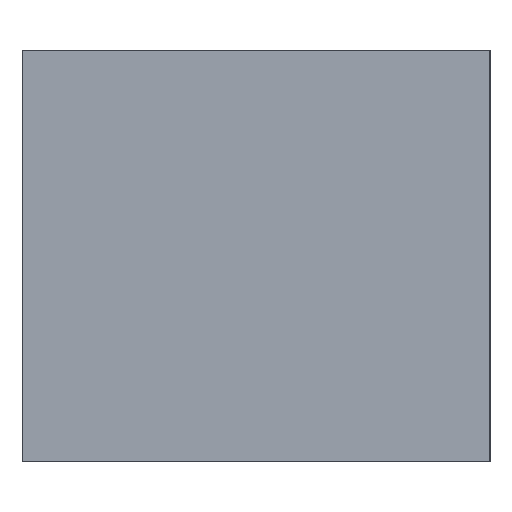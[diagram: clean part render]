
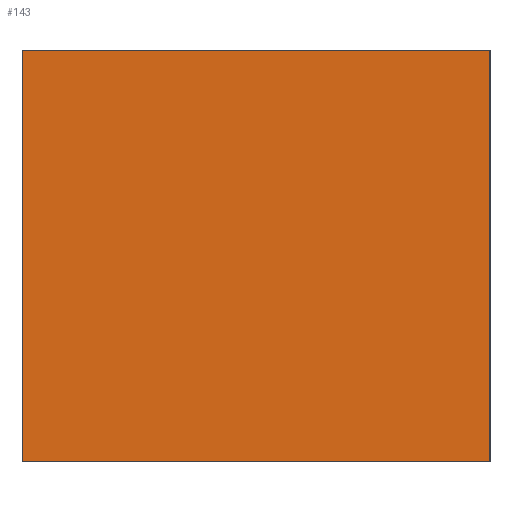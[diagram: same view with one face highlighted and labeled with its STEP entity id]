
A CAD part, left-side view. The second image highlights one B-rep face of the part: STEP entity #143.
In plain terms, the highlighted planar face has unit normal (-1, 0, 0).
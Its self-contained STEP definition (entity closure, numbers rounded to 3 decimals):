
#143=ADVANCED_FACE('',(#174),#159,.T.);
#159=PLANE('',#412);
#174=FACE_OUTER_BOUND('',#190,.T.);
#190=EDGE_LOOP('',(#226,#227,#228,#229));
#226=ORIENTED_EDGE('',*,*,#314,.T.);
#227=ORIENTED_EDGE('',*,*,#318,.F.);
#228=ORIENTED_EDGE('',*,*,#319,.F.);
#229=ORIENTED_EDGE('',*,*,#299,.T.);
#274=VERTEX_POINT('',#495);
#276=VERTEX_POINT('',#498);
#288=VERTEX_POINT('',#527);
#291=VERTEX_POINT('',#537);
#299=EDGE_CURVE('',#276,#274,#335,.T.);
#314=EDGE_CURVE('',#274,#288,#350,.T.);
#318=EDGE_CURVE('',#291,#288,#354,.T.);
#319=EDGE_CURVE('',#276,#291,#355,.T.);
#335=LINE('',#497,#371);
#350=LINE('',#528,#386);
#354=LINE('',#536,#390);
#355=LINE('',#538,#391);
#371=VECTOR('',#426,1.);
#386=VECTOR('',#447,1.);
#390=VECTOR('',#455,1.);
#391=VECTOR('',#456,1.);
#412=AXIS2_PLACEMENT_3D('',#539,#457,#458);
#426=DIRECTION('',(0.,-1.,0.));
#447=DIRECTION('',(0.,0.,1.));
#455=DIRECTION('',(0.,-1.,0.));
#456=DIRECTION('',(0.,0.,1.));
#457=DIRECTION('',(-1.,0.,0.));
#458=DIRECTION('',(0.,1.,0.));
#495=CARTESIAN_POINT('',(-1.,-0.625,0.076));
#497=CARTESIAN_POINT('',(-1.,0.625,0.076));
#498=CARTESIAN_POINT('',(-1.,0.625,0.076));
#527=CARTESIAN_POINT('',(-1.,-0.625,1.176));
#528=CARTESIAN_POINT('',(-1.,-0.625,0.076));
#536=CARTESIAN_POINT('',(-1.,0.625,1.176));
#537=CARTESIAN_POINT('',(-1.,0.625,1.176));
#538=CARTESIAN_POINT('',(-1.,0.625,0.076));
#539=CARTESIAN_POINT('',(-1.,0.625,0.076));
